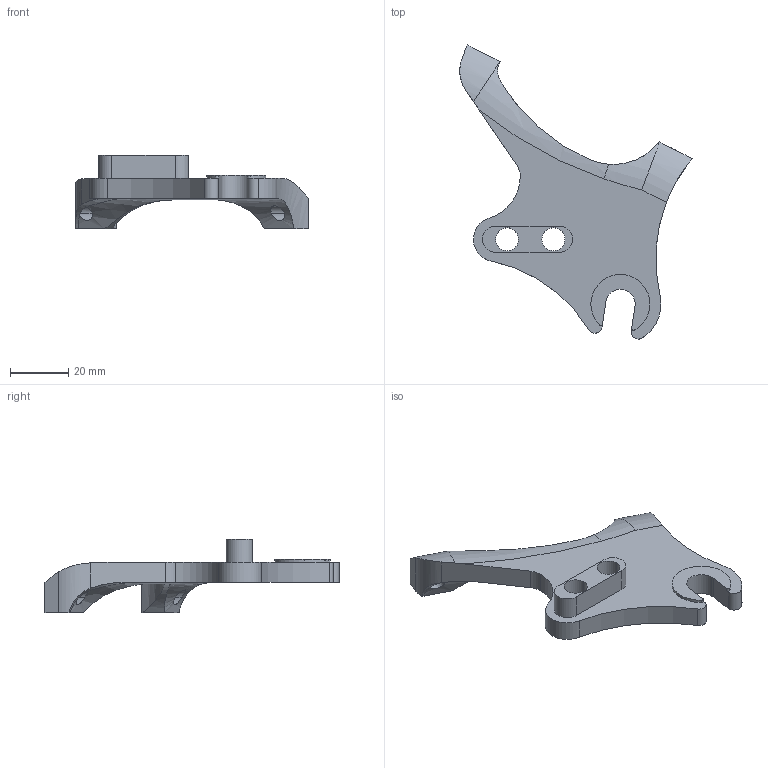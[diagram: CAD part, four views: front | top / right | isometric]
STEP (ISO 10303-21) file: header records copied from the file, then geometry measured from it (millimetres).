
FILE_DESCRIPTION (( 'STEP AP214' ), '1' );
FILE_NAME ('DR4025MOD.STEP', '2025-06-30T18:38:11', ( '' ), ( '' ), 'SwSTEP 2.0', 'SolidWorks 2023', '' );
FILE_SCHEMA (( 'AUTOMOTIVE_DESIGN' ));
Length unit declared in the file: inch
Products named in the file (1): DR4025MOD
Bounding box: 80.1 x 101.35 x 25.4 mm (x, y, z)
Volume: 26467.4 mm3; surface area: 11291.3 mm2
Topology: 1 solids, 1 shells, 55 faces, 155 edges, 102 vertices
Faces by surface type: cylinder 36, plane 15, bspline 2, torus 2
Entity records: 2191 total; most frequent: CARTESIAN_POINT 738, ORIENTED_EDGE 310, DIRECTION 290, EDGE_CURVE 155, AXIS2_PLACEMENT_3D 112, VERTEX_POINT 102, LINE 66, VECTOR 66
